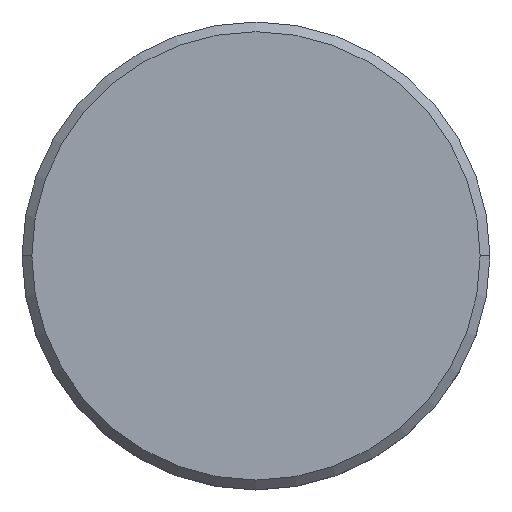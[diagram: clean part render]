
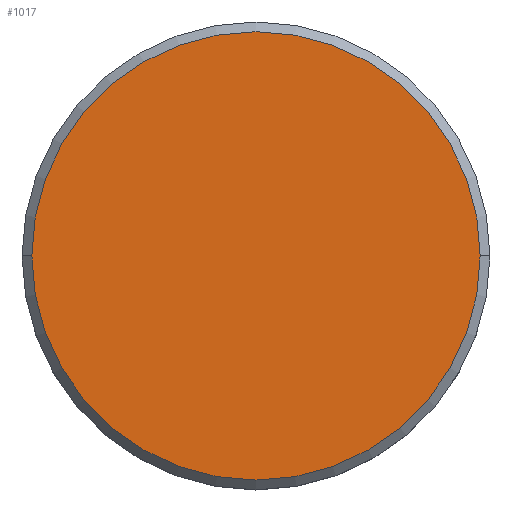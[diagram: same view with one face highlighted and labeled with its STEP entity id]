
A CAD part, top view. The second image highlights one B-rep face of the part: STEP entity #1017.
In plain terms, the highlighted planar face has unit normal (0, 0, 1).
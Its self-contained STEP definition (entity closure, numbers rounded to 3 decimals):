
#61 = CARTESIAN_POINT ( 'NONE',  ( 0., 0., 0. ) ) ;
#72 = CARTESIAN_POINT ( 'NONE',  ( -11.5, 0., 0. ) ) ;
#180 = CIRCLE ( 'NONE', #427, 11.5 ) ;
#320 = DIRECTION ( 'NONE',  ( 0., 0., 1. ) ) ;
#390 = DIRECTION ( 'NONE',  ( 1., 0., 0. ) ) ;
#407 = AXIS2_PLACEMENT_3D ( 'NONE', #1141, #320, #868 ) ;
#417 = DIRECTION ( 'NONE',  ( 0., 0., 1. ) ) ;
#427 = AXIS2_PLACEMENT_3D ( 'NONE', #61, #417, #1148 ) ;
#433 = VERTEX_POINT ( 'NONE', #72 ) ;
#591 = PLANE ( 'NONE',  #407 ) ;
#608 = EDGE_LOOP ( 'NONE', ( #1085, #639 ) ) ;
#639 = ORIENTED_EDGE ( 'NONE', *, *, #1025, .T. ) ;
#746 = VERTEX_POINT ( 'NONE', #1044 ) ;
#840 = CARTESIAN_POINT ( 'NONE',  ( 0., 0., 0. ) ) ;
#847 = DIRECTION ( 'NONE',  ( 0., 0., 1. ) ) ;
#849 = CIRCLE ( 'NONE', #1172, 11.5 ) ;
#865 = EDGE_CURVE ( 'NONE', #433, #746, #849, .T. ) ;
#868 = DIRECTION ( 'NONE',  ( 1., 0., 0. ) ) ;
#1017 = ADVANCED_FACE ( 'NONE', ( #1161 ), #591, .T. ) ;
#1025 = EDGE_CURVE ( 'NONE', #746, #433, #180, .T. ) ;
#1044 = CARTESIAN_POINT ( 'NONE',  ( 11.5, 0., 0. ) ) ;
#1085 = ORIENTED_EDGE ( 'NONE', *, *, #865, .T. ) ;
#1141 = CARTESIAN_POINT ( 'NONE',  ( 0., 0., 0. ) ) ;
#1148 = DIRECTION ( 'NONE',  ( 1., 0., 0. ) ) ;
#1161 = FACE_OUTER_BOUND ( 'NONE', #608, .T. ) ;
#1172 = AXIS2_PLACEMENT_3D ( 'NONE', #840, #847, #390 ) ;
